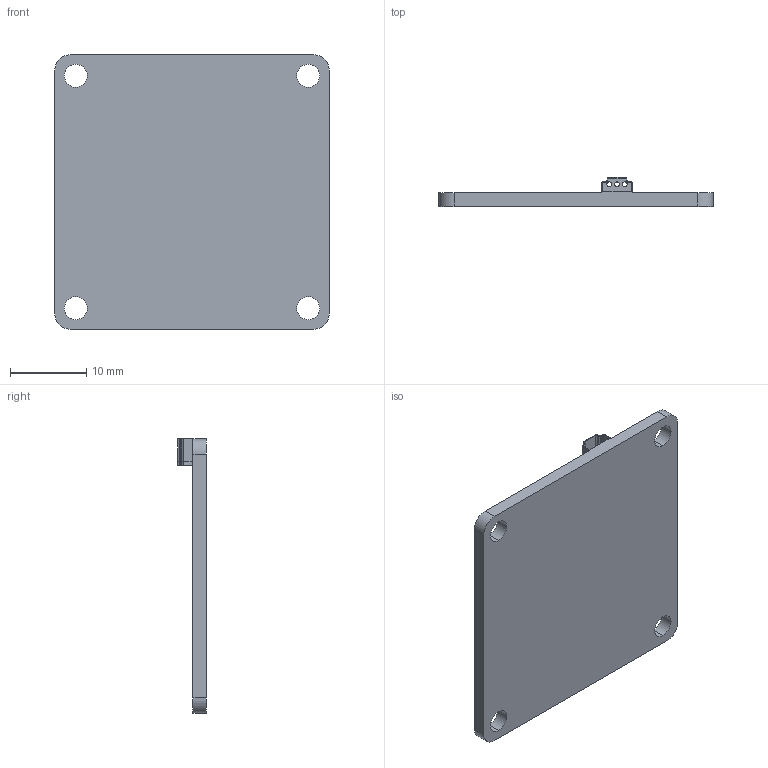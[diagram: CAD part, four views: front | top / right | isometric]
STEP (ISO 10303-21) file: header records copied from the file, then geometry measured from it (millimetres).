
FILE_DESCRIPTION (( 'STEP AP203' ), '1' );
FILE_NAME ('84_Default_sldprt.STEP', '2020-11-07T09:17:27', ( '' ), ( '' ), 'SwSTEP 2.0', 'SolidWorks 2018', '' );
FILE_SCHEMA (( 'CONFIG_CONTROL_DESIGN' ));
Length unit declared in the file: millimetre
Products named in the file (1): 84_Default_sldprt
Bounding box: 36 x 3.75 x 36 mm (x, y, z)
Volume: 2219 mm3; surface area: 2900.6 mm2
Topology: 1 solids, 1 shells, 53 faces, 150 edges, 100 vertices
Faces by surface type: cylinder 30, plane 23
Entity records: 1849 total; most frequent: DIRECTION 318, CARTESIAN_POINT 304, ORIENTED_EDGE 300, EDGE_CURVE 150, AXIS2_PLACEMENT_3D 114, VERTEX_POINT 100, VECTOR 90, LINE 90
